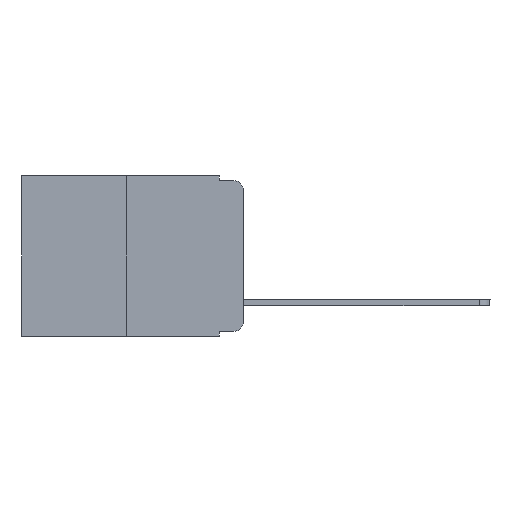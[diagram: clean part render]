
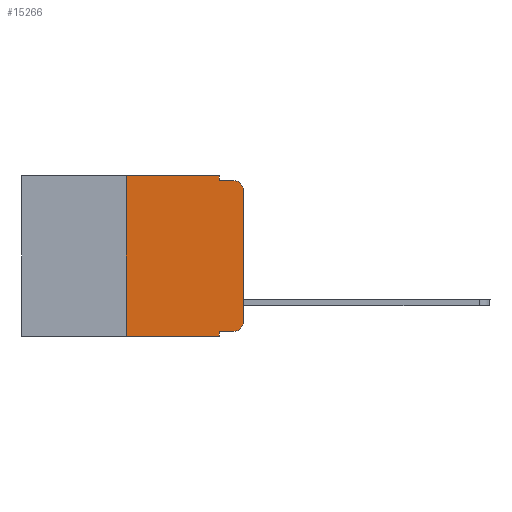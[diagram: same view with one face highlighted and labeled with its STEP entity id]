
A CAD part, left-side view. The second image highlights one B-rep face of the part: STEP entity #15266.
In plain terms, the highlighted planar face has unit normal (-1, 0, 0).
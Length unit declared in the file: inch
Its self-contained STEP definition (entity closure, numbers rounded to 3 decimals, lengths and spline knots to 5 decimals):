
#414 = EDGE_CURVE ( 'NONE', #11188, #2892, #6433, .T. ) ;
#517 = LINE ( 'NONE', #17145, #10180 ) ;
#784 = VECTOR ( 'NONE', #22056, 39.37008 ) ;
#1037 = DIRECTION ( 'NONE',  ( 0., 0., 1. ) ) ;
#1195 = DIRECTION ( 'NONE',  ( 0., 0., -1. ) ) ;
#1264 = CARTESIAN_POINT ( 'NONE',  ( 0., 0.051, -0.343 ) ) ;
#1411 = ORIENTED_EDGE ( 'NONE', *, *, #2530, .F. ) ;
#1578 = EDGE_CURVE ( 'NONE', #11188, #19512, #10904, .T. ) ;
#1662 = CARTESIAN_POINT ( 'NONE',  ( 0., 0.473, 0. ) ) ;
#1762 = DIRECTION ( 'NONE',  ( 0., -1., 0. ) ) ;
#2322 = CIRCLE ( 'NONE', #14320, 0.02 ) ;
#2493 = DIRECTION ( 'NONE',  ( 0., 0., 1. ) ) ;
#2530 = EDGE_CURVE ( 'NONE', #4345, #6990, #517, .T. ) ;
#2892 = VERTEX_POINT ( 'NONE', #12678 ) ;
#3336 = DIRECTION ( 'NONE',  ( 0., 0., -1. ) ) ;
#3586 = CARTESIAN_POINT ( 'NONE',  ( 0., 0.02, -0.01 ) ) ;
#4303 = CARTESIAN_POINT ( 'NONE',  ( 0., 0., -0.03 ) ) ;
#4345 = VERTEX_POINT ( 'NONE', #7428 ) ;
#4620 = DIRECTION ( 'NONE',  ( -1., 0., 0. ) ) ;
#4844 = CARTESIAN_POINT ( 'NONE',  ( 0., 0.02, -0.03 ) ) ;
#4935 = ORIENTED_EDGE ( 'NONE', *, *, #9317, .F. ) ;
#5191 = LINE ( 'NONE', #6716, #18988 ) ;
#5737 = VERTEX_POINT ( 'NONE', #4303 ) ;
#5915 = VERTEX_POINT ( 'NONE', #3586 ) ;
#6175 = CARTESIAN_POINT ( 'NONE',  ( 0., 0.051, -0.333 ) ) ;
#6278 = CIRCLE ( 'NONE', #12657, 0.02 ) ;
#6433 = LINE ( 'NONE', #13603, #21651 ) ;
#6716 = CARTESIAN_POINT ( 'NONE',  ( 0., 0.051, 0. ) ) ;
#6990 = VERTEX_POINT ( 'NONE', #13354 ) ;
#7032 = FACE_OUTER_BOUND ( 'NONE', #9379, .T. ) ;
#7164 = LINE ( 'NONE', #15988, #17857 ) ;
#7428 = CARTESIAN_POINT ( 'NONE',  ( 0., 0.051, 0. ) ) ;
#7679 = DIRECTION ( 'NONE',  ( 0., 0., -1. ) ) ;
#7726 = CARTESIAN_POINT ( 'NONE',  ( 0., 0.473, -0.343 ) ) ;
#8222 = ORIENTED_EDGE ( 'NONE', *, *, #9316, .F. ) ;
#8267 = LINE ( 'NONE', #17073, #14752 ) ;
#8349 = DIRECTION ( 'NONE',  ( 1., 0., 0. ) ) ;
#8407 = ORIENTED_EDGE ( 'NONE', *, *, #1578, .T. ) ;
#8704 = DIRECTION ( 'NONE',  ( 0., 0., -1. ) ) ;
#8837 = EDGE_CURVE ( 'NONE', #21514, #13539, #6278, .T. ) ;
#8967 = VECTOR ( 'NONE', #2493, 39.37008 ) ;
#9316 = EDGE_CURVE ( 'NONE', #2892, #4345, #7164, .T. ) ;
#9317 = EDGE_CURVE ( 'NONE', #22851, #19512, #5191, .T. ) ;
#9379 = EDGE_LOOP ( 'NONE', ( #19622, #14039, #16137, #1411, #8222, #12725, #8407, #4935, #9664, #12184 ) ) ;
#9664 = ORIENTED_EDGE ( 'NONE', *, *, #18126, .T. ) ;
#10180 = VECTOR ( 'NONE', #7679, 39.37008 ) ;
#10376 = DIRECTION ( 'NONE',  ( -1., 0., 0. ) ) ;
#10904 = LINE ( 'NONE', #7726, #784 ) ;
#11000 = EDGE_CURVE ( 'NONE', #6990, #5915, #19475, .T. ) ;
#11188 = VERTEX_POINT ( 'NONE', #17006 ) ;
#11768 = LINE ( 'NONE', #13522, #8967 ) ;
#12184 = ORIENTED_EDGE ( 'NONE', *, *, #8837, .T. ) ;
#12657 = AXIS2_PLACEMENT_3D ( 'NONE', #14365, #10376, #3336 ) ;
#12678 = CARTESIAN_POINT ( 'NONE',  ( 0., 0.25, 0. ) ) ;
#12725 = ORIENTED_EDGE ( 'NONE', *, *, #414, .F. ) ;
#13354 = CARTESIAN_POINT ( 'NONE',  ( 0., 0.051, -0.01 ) ) ;
#13445 = VECTOR ( 'NONE', #1762, 39.37008 ) ;
#13522 = CARTESIAN_POINT ( 'NONE',  ( 0., 0., 0. ) ) ;
#13539 = VERTEX_POINT ( 'NONE', #22948 ) ;
#13603 = CARTESIAN_POINT ( 'NONE',  ( 0., 0.25, 0. ) ) ;
#13683 = DIRECTION ( 'NONE',  ( 0., -1., 0. ) ) ;
#14039 = ORIENTED_EDGE ( 'NONE', *, *, #23052, .T. ) ;
#14320 = AXIS2_PLACEMENT_3D ( 'NONE', #4844, #4620, #1195 ) ;
#14365 = CARTESIAN_POINT ( 'NONE',  ( 0., 0.02, -0.313 ) ) ;
#14752 = VECTOR ( 'NONE', #13683, 39.37008 ) ;
#15266 = ADVANCED_FACE ( 'NONE', ( #7032 ), #17262, .F. ) ;
#15988 = CARTESIAN_POINT ( 'NONE',  ( 0., 0.473, 0. ) ) ;
#16137 = ORIENTED_EDGE ( 'NONE', *, *, #11000, .F. ) ;
#17006 = CARTESIAN_POINT ( 'NONE',  ( 0., 0.25, -0.343 ) ) ;
#17073 = CARTESIAN_POINT ( 'NONE',  ( 0., 0.051, -0.333 ) ) ;
#17145 = CARTESIAN_POINT ( 'NONE',  ( 0., 0.051, 0. ) ) ;
#17262 = PLANE ( 'NONE',  #21036 ) ;
#17301 = CARTESIAN_POINT ( 'NONE',  ( 0., 0.02, -0.333 ) ) ;
#17830 = CARTESIAN_POINT ( 'NONE',  ( 0., 0.051, -0.01 ) ) ;
#17857 = VECTOR ( 'NONE', #19627, 39.37008 ) ;
#18126 = EDGE_CURVE ( 'NONE', #22851, #21514, #8267, .T. ) ;
#18988 = VECTOR ( 'NONE', #8704, 39.37008 ) ;
#19475 = LINE ( 'NONE', #17830, #13445 ) ;
#19512 = VERTEX_POINT ( 'NONE', #1264 ) ;
#19622 = ORIENTED_EDGE ( 'NONE', *, *, #20654, .T. ) ;
#19627 = DIRECTION ( 'NONE',  ( 0., -1., 0. ) ) ;
#20654 = EDGE_CURVE ( 'NONE', #13539, #5737, #11768, .T. ) ;
#21036 = AXIS2_PLACEMENT_3D ( 'NONE', #1662, #8349, #21258 ) ;
#21258 = DIRECTION ( 'NONE',  ( 0., 0., -1. ) ) ;
#21514 = VERTEX_POINT ( 'NONE', #17301 ) ;
#21651 = VECTOR ( 'NONE', #1037, 39.37008 ) ;
#22056 = DIRECTION ( 'NONE',  ( 0., -1., 0. ) ) ;
#22851 = VERTEX_POINT ( 'NONE', #6175 ) ;
#22948 = CARTESIAN_POINT ( 'NONE',  ( 0., 0., -0.313 ) ) ;
#23052 = EDGE_CURVE ( 'NONE', #5737, #5915, #2322, .T. ) ;
